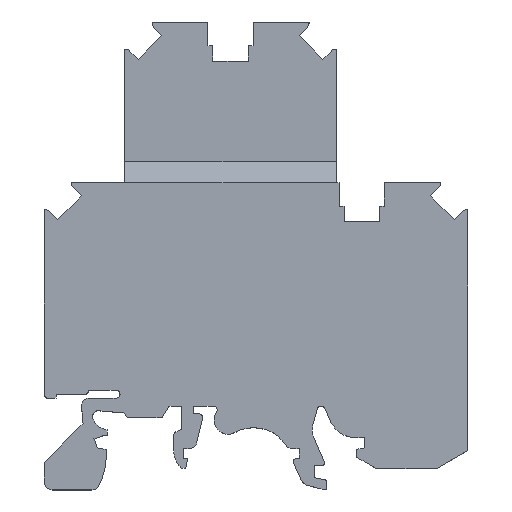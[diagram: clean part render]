
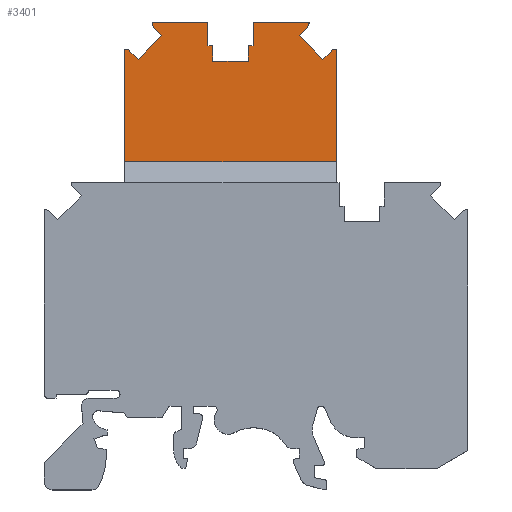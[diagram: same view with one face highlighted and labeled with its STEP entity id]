
A CAD part, top view. The second image highlights one B-rep face of the part: STEP entity #3401.
In plain terms, the highlighted planar face has unit normal (0, 0, 1).
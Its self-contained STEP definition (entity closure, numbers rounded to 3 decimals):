
#89=CIRCLE('',#3649,0.75);
#90=CIRCLE('',#3654,0.75);
#93=CIRCLE('',#3662,0.75);
#94=CIRCLE('',#3667,0.75);
#974=ORIENTED_EDGE('',*,*,#1511,.F.);
#975=ORIENTED_EDGE('',*,*,#1548,.F.);
#976=ORIENTED_EDGE('',*,*,#1544,.F.);
#977=ORIENTED_EDGE('',*,*,#1542,.F.);
#978=ORIENTED_EDGE('',*,*,#1540,.F.);
#979=ORIENTED_EDGE('',*,*,#1538,.F.);
#980=ORIENTED_EDGE('',*,*,#1536,.F.);
#981=ORIENTED_EDGE('',*,*,#1534,.F.);
#982=ORIENTED_EDGE('',*,*,#1532,.T.);
#983=ORIENTED_EDGE('',*,*,#1529,.T.);
#984=ORIENTED_EDGE('',*,*,#1549,.T.);
#985=ORIENTED_EDGE('',*,*,#1550,.F.);
#986=ORIENTED_EDGE('',*,*,#1551,.T.);
#987=ORIENTED_EDGE('',*,*,#1552,.T.);
#988=ORIENTED_EDGE('',*,*,#1546,.T.);
#989=ORIENTED_EDGE('',*,*,#1526,.T.);
#990=ORIENTED_EDGE('',*,*,#1525,.T.);
#991=ORIENTED_EDGE('',*,*,#1521,.F.);
#992=ORIENTED_EDGE('',*,*,#1519,.F.);
#993=ORIENTED_EDGE('',*,*,#1517,.F.);
#994=ORIENTED_EDGE('',*,*,#1515,.F.);
#995=ORIENTED_EDGE('',*,*,#1513,.F.);
#1511=EDGE_CURVE('',#1868,#1869,#2246,.T.);
#1513=EDGE_CURVE('',#1869,#1870,#89,.T.);
#1515=EDGE_CURVE('',#1870,#1871,#2249,.T.);
#1517=EDGE_CURVE('',#1871,#1872,#2251,.T.);
#1519=EDGE_CURVE('',#1872,#1873,#2253,.T.);
#1521=EDGE_CURVE('',#1873,#1874,#90,.T.);
#1525=EDGE_CURVE('',#1876,#1874,#2257,.T.);
#1526=EDGE_CURVE('',#1877,#1876,#2258,.T.);
#1529=EDGE_CURVE('',#1879,#1878,#2261,.T.);
#1532=EDGE_CURVE('',#1881,#1879,#2263,.T.);
#1534=EDGE_CURVE('',#1881,#1882,#93,.T.);
#1536=EDGE_CURVE('',#1882,#1883,#2266,.T.);
#1538=EDGE_CURVE('',#1883,#1884,#2268,.T.);
#1540=EDGE_CURVE('',#1884,#1885,#2270,.T.);
#1542=EDGE_CURVE('',#1885,#1886,#94,.T.);
#1544=EDGE_CURVE('',#1886,#1887,#2273,.T.);
#1546=EDGE_CURVE('',#1888,#1877,#2275,.T.);
#1548=EDGE_CURVE('',#1887,#1868,#2277,.T.);
#1549=EDGE_CURVE('',#1878,#1889,#2278,.T.);
#1550=EDGE_CURVE('',#1890,#1889,#2279,.T.);
#1551=EDGE_CURVE('',#1890,#1891,#2280,.T.);
#1552=EDGE_CURVE('',#1891,#1888,#2281,.T.);
#1868=VERTEX_POINT('',#5449);
#1869=VERTEX_POINT('',#5451);
#1870=VERTEX_POINT('',#5455);
#1871=VERTEX_POINT('',#5459);
#1872=VERTEX_POINT('',#5463);
#1873=VERTEX_POINT('',#5467);
#1874=VERTEX_POINT('',#5471);
#1876=VERTEX_POINT('',#5477);
#1877=VERTEX_POINT('',#5481);
#1878=VERTEX_POINT('',#5485);
#1879=VERTEX_POINT('',#5487);
#1881=VERTEX_POINT('',#5493);
#1882=VERTEX_POINT('',#5497);
#1883=VERTEX_POINT('',#5501);
#1884=VERTEX_POINT('',#5505);
#1885=VERTEX_POINT('',#5509);
#1886=VERTEX_POINT('',#5513);
#1887=VERTEX_POINT('',#5517);
#1888=VERTEX_POINT('',#5521);
#1889=VERTEX_POINT('',#5527);
#1890=VERTEX_POINT('',#5529);
#1891=VERTEX_POINT('',#5531);
#2246=LINE('',#5450,#2648);
#2249=LINE('',#5458,#2651);
#2251=LINE('',#5462,#2653);
#2253=LINE('',#5466,#2655);
#2257=LINE('',#5478,#2659);
#2258=LINE('',#5480,#2660);
#2261=LINE('',#5486,#2663);
#2263=LINE('',#5492,#2665);
#2266=LINE('',#5500,#2668);
#2268=LINE('',#5504,#2670);
#2270=LINE('',#5508,#2672);
#2273=LINE('',#5516,#2675);
#2275=LINE('',#5520,#2677);
#2277=LINE('',#5524,#2679);
#2278=LINE('',#5526,#2680);
#2279=LINE('',#5528,#2681);
#2280=LINE('',#5530,#2682);
#2281=LINE('',#5532,#2683);
#2648=VECTOR('',#4442,1000.);
#2651=VECTOR('',#4451,1000.);
#2653=VECTOR('',#4455,1000.);
#2655=VECTOR('',#4459,1000.);
#2659=VECTOR('',#4471,1000.);
#2660=VECTOR('',#4474,1000.);
#2663=VECTOR('',#4479,1000.);
#2665=VECTOR('',#4485,1000.);
#2668=VECTOR('',#4494,1000.);
#2670=VECTOR('',#4498,1000.);
#2672=VECTOR('',#4502,1000.);
#2675=VECTOR('',#4511,1000.);
#2677=VECTOR('',#4515,1000.);
#2679=VECTOR('',#4519,1000.);
#2680=VECTOR('',#4522,1000.);
#2681=VECTOR('',#4523,1000.);
#2682=VECTOR('',#4524,1000.);
#2683=VECTOR('',#4525,1000.);
#2873=EDGE_LOOP('',(#974,#975,#976,#977,#978,#979,#980,#981,#982,#983,#984,
#985,#986,#987,#988,#989,#990,#991,#992,#993,#994,#995));
#3071=FACE_BOUND('',#2873,.T.);
#3225=PLANE('',#3671);
#3401=ADVANCED_FACE('',(#3071),#3225,.F.);
#3649=AXIS2_PLACEMENT_3D('',#5454,#4446,#4447);
#3654=AXIS2_PLACEMENT_3D('',#5470,#4463,#4464);
#3662=AXIS2_PLACEMENT_3D('',#5496,#4489,#4490);
#3667=AXIS2_PLACEMENT_3D('',#5512,#4506,#4507);
#3671=AXIS2_PLACEMENT_3D('',#5525,#4520,#4521);
#4442=DIRECTION('',(0.,1.,0.));
#4446=DIRECTION('',(0.,0.,-1.));
#4447=DIRECTION('',(0.,1.,0.));
#4451=DIRECTION('',(0.707,-0.707,0.));
#4455=DIRECTION('',(0.707,0.707,0.));
#4459=DIRECTION('',(-0.707,0.707,0.));
#4463=DIRECTION('',(0.,0.,-1.));
#4464=DIRECTION('',(0.,1.,0.));
#4471=DIRECTION('',(-1.,0.,0.));
#4474=DIRECTION('',(0.,1.,0.));
#4479=DIRECTION('',(0.,-1.,0.));
#4485=DIRECTION('',(-1.,0.,0.));
#4489=DIRECTION('',(0.,0.,-1.));
#4490=DIRECTION('',(0.,1.,0.));
#4494=DIRECTION('',(-0.707,-0.707,0.));
#4498=DIRECTION('',(0.707,-0.707,0.));
#4502=DIRECTION('',(0.707,0.707,0.));
#4506=DIRECTION('',(0.,0.,-1.));
#4507=DIRECTION('',(0.,1.,0.));
#4511=DIRECTION('',(0.,-1.,0.));
#4515=DIRECTION('',(-1.,0.,0.));
#4519=DIRECTION('',(-1.,0.,0.));
#4520=DIRECTION('',(0.,0.,-1.));
#4521=DIRECTION('',(0.,1.,0.));
#4522=DIRECTION('',(-1.,0.,0.));
#4523=DIRECTION('',(0.,1.,0.));
#4524=DIRECTION('',(-1.,0.,0.));
#4525=DIRECTION('',(0.,1.,0.));
#5449=CARTESIAN_POINT('',(-16.75,-17.8,6.));
#5450=CARTESIAN_POINT('',(-16.75,0.,6.));
#5451=CARTESIAN_POINT('',(-16.75,-3.5,6.));
#5454=CARTESIAN_POINT('',(-16.614,-4.238,6.));
#5455=CARTESIAN_POINT('',(-16.083,-3.707,6.));
#5458=CARTESIAN_POINT('',(144.838,-164.628,6.));
#5459=CARTESIAN_POINT('',(-15.035,-4.755,6.));
#5462=CARTESIAN_POINT('',(149.593,159.873,6.));
#5463=CARTESIAN_POINT('',(-11.995,-1.715,6.));
#5466=CARTESIAN_POINT('',(147.878,-161.588,6.));
#5467=CARTESIAN_POINT('',(-13.043,-0.667,6.));
#5470=CARTESIAN_POINT('',(-12.512,-0.136,6.));
#5471=CARTESIAN_POINT('',(-13.25,0.,6.));
#5477=CARTESIAN_POINT('',(-6.125,0.,6.));
#5478=CARTESIAN_POINT('',(309.466,0.,6.));
#5480=CARTESIAN_POINT('',(-6.125,-3.,6.));
#5481=CARTESIAN_POINT('',(-6.125,-3.,6.));
#5485=CARTESIAN_POINT('',(-0.375,-3.,6.));
#5486=CARTESIAN_POINT('',(-0.375,0.,6.));
#5487=CARTESIAN_POINT('',(-0.375,0.,6.));
#5492=CARTESIAN_POINT('',(309.466,0.,6.));
#5493=CARTESIAN_POINT('',(6.75,0.,6.));
#5496=CARTESIAN_POINT('',(6.012,-0.136,6.));
#5497=CARTESIAN_POINT('',(6.543,-0.667,6.));
#5500=CARTESIAN_POINT('',(158.338,151.128,6.));
#5501=CARTESIAN_POINT('',(5.495,-1.715,6.));
#5504=CARTESIAN_POINT('',(156.623,-152.843,6.));
#5505=CARTESIAN_POINT('',(8.535,-4.755,6.));
#5508=CARTESIAN_POINT('',(161.378,148.088,6.));
#5509=CARTESIAN_POINT('',(9.583,-3.707,6.));
#5512=CARTESIAN_POINT('',(10.114,-4.238,6.));
#5513=CARTESIAN_POINT('',(10.25,-3.5,6.));
#5516=CARTESIAN_POINT('',(10.25,0.,6.));
#5517=CARTESIAN_POINT('',(10.25,-17.8,6.));
#5520=CARTESIAN_POINT('',(-5.5,-3.,6.));
#5521=CARTESIAN_POINT('',(-5.5,-3.,6.));
#5524=CARTESIAN_POINT('',(309.466,-17.8,6.));
#5525=CARTESIAN_POINT('',(309.466,0.,6.));
#5526=CARTESIAN_POINT('',(-0.375,-3.,6.));
#5527=CARTESIAN_POINT('',(-1.,-3.,6.));
#5528=CARTESIAN_POINT('',(-1.,0.,6.));
#5529=CARTESIAN_POINT('',(-1.,-5.,6.));
#5530=CARTESIAN_POINT('',(-1.,-5.,6.));
#5531=CARTESIAN_POINT('',(-5.5,-5.,6.));
#5532=CARTESIAN_POINT('',(-5.5,0.,6.));
